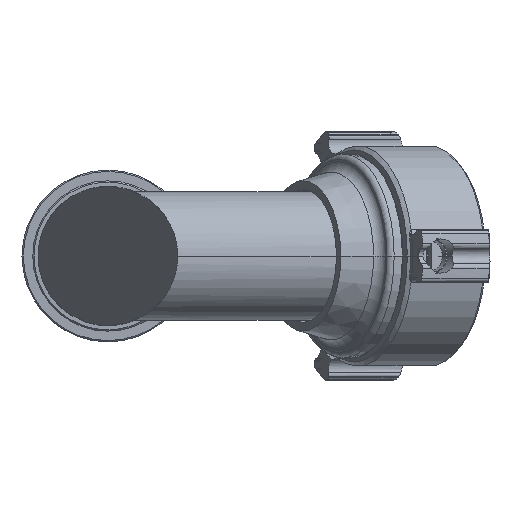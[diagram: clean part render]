
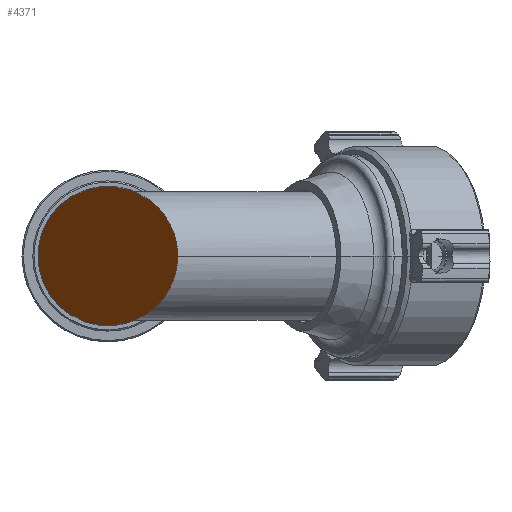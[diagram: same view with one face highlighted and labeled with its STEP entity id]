
A CAD part, left-side view. The second image highlights one B-rep face of the part: STEP entity #4371.
In plain terms, the highlighted planar face has unit normal (-0.342, 0.94, 0).
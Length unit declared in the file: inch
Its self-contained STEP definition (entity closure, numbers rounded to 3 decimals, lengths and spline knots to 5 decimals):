
#4219=CARTESIAN_POINT('',(-30.12035,0.8125,0.));
#4220=CARTESIAN_POINT('',(-30.12035,0.8125,
0.04788));
#4221=CARTESIAN_POINT('',(-30.1379,0.80611,
0.12239));
#4222=CARTESIAN_POINT('',(-30.20289,0.78246,
0.2236));
#4223=CARTESIAN_POINT('',(-30.27338,0.7568,
0.29931));
#4224=CARTESIAN_POINT('',(-30.36608,0.72306,
0.37362));
#4225=CARTESIAN_POINT('',(-30.48073,0.68133,
0.44526));
#4226=CARTESIAN_POINT('',(-30.61638,0.63196,
0.51297));
#4227=CARTESIAN_POINT('',(-30.77135,0.57555,
0.57555));
#4228=CARTESIAN_POINT('',(-30.9433,0.51297,
0.63196));
#4229=CARTESIAN_POINT('',(-31.12932,0.44526,
0.68133));
#4230=CARTESIAN_POINT('',(-31.32616,0.37362,
0.72306));
#4231=CARTESIAN_POINT('',(-31.53033,0.29931,
0.7568));
#4232=CARTESIAN_POINT('',(-31.73834,0.2236,
0.78246));
#4233=CARTESIAN_POINT('',(-31.91213,0.16034,
0.79724));
#4234=CARTESIAN_POINT('',(-32.04992,0.11019,
0.80529));
#4235=CARTESIAN_POINT('',(-32.15231,0.07293,
0.80951));
#4236=CARTESIAN_POINT('',(-32.23655,0.04227,
0.81156));
#4237=CARTESIAN_POINT('',(-32.30322,0.018,
0.81237));
#4238=CARTESIAN_POINT('',(-32.35267,0.,
0.81257));
#4239=CARTESIAN_POINT('',(-32.40213,-0.018,
0.81237));
#4240=CARTESIAN_POINT('',(-32.4688,-0.04227,
0.81156));
#4241=CARTESIAN_POINT('',(-32.55304,-0.07293,
0.80951));
#4242=CARTESIAN_POINT('',(-32.65543,-0.11019,
0.80529));
#4243=CARTESIAN_POINT('',(-32.79322,-0.16034,
0.79724));
#4244=CARTESIAN_POINT('',(-32.967,-0.2236,
0.78246));
#4245=CARTESIAN_POINT('',(-33.17502,-0.29931,
0.7568));
#4246=CARTESIAN_POINT('',(-33.37919,-0.37362,
0.72306));
#4247=CARTESIAN_POINT('',(-33.57603,-0.44526,
0.68133));
#4248=CARTESIAN_POINT('',(-33.76205,-0.51297,
0.63196));
#4249=CARTESIAN_POINT('',(-33.934,-0.57555,
0.57555));
#4250=CARTESIAN_POINT('',(-34.08897,-0.63196,
0.51297));
#4251=CARTESIAN_POINT('',(-34.22462,-0.68133,
0.44526));
#4252=CARTESIAN_POINT('',(-34.33927,-0.72306,
0.37362));
#4253=CARTESIAN_POINT('',(-34.43196,-0.7568,
0.29931));
#4254=CARTESIAN_POINT('',(-34.50245,-0.78246,
0.2236));
#4255=CARTESIAN_POINT('',(-34.56745,-0.80611,
0.12239));
#4256=CARTESIAN_POINT('',(-34.585,-0.8125,0.04788));
#4257=CARTESIAN_POINT('',(-34.585,-0.8125,0.));
#4264=CARTESIAN_POINT('',(-34.585,-0.8125,0.));
#4265=CARTESIAN_POINT('',(-34.585,-0.8125,-0.04788));
#4266=CARTESIAN_POINT('',(-34.56745,-0.80611,
-0.12239));
#4267=CARTESIAN_POINT('',(-34.50245,-0.78246,
-0.2236));
#4268=CARTESIAN_POINT('',(-34.43196,-0.7568,
-0.29931));
#4269=CARTESIAN_POINT('',(-34.33927,-0.72306,
-0.37362));
#4270=CARTESIAN_POINT('',(-34.22462,-0.68133,
-0.44526));
#4271=CARTESIAN_POINT('',(-34.08897,-0.63196,
-0.51297));
#4272=CARTESIAN_POINT('',(-33.934,-0.57555,
-0.57555));
#4273=CARTESIAN_POINT('',(-33.76205,-0.51297,
-0.63196));
#4274=CARTESIAN_POINT('',(-33.57603,-0.44526,
-0.68133));
#4275=CARTESIAN_POINT('',(-33.37919,-0.37362,
-0.72306));
#4276=CARTESIAN_POINT('',(-33.17502,-0.29931,
-0.7568));
#4277=CARTESIAN_POINT('',(-32.967,-0.2236,
-0.78246));
#4278=CARTESIAN_POINT('',(-32.79322,-0.16034,
-0.79724));
#4279=CARTESIAN_POINT('',(-32.65543,-0.11019,
-0.80529));
#4280=CARTESIAN_POINT('',(-32.55304,-0.07293,
-0.80951));
#4281=CARTESIAN_POINT('',(-32.4688,-0.04227,
-0.81156));
#4282=CARTESIAN_POINT('',(-32.40213,-0.018,
-0.81237));
#4283=CARTESIAN_POINT('',(-32.35267,0.,
-0.81257));
#4284=CARTESIAN_POINT('',(-32.30322,0.018,
-0.81237));
#4285=CARTESIAN_POINT('',(-32.23655,0.04227,
-0.81156));
#4286=CARTESIAN_POINT('',(-32.15231,0.07293,
-0.80951));
#4287=CARTESIAN_POINT('',(-32.04992,0.11019,
-0.80529));
#4288=CARTESIAN_POINT('',(-31.91213,0.16034,
-0.79724));
#4289=CARTESIAN_POINT('',(-31.73834,0.2236,
-0.78246));
#4290=CARTESIAN_POINT('',(-31.53033,0.29931,
-0.7568));
#4291=CARTESIAN_POINT('',(-31.32616,0.37362,
-0.72306));
#4292=CARTESIAN_POINT('',(-31.12932,0.44526,
-0.68133));
#4293=CARTESIAN_POINT('',(-30.9433,0.51297,
-0.63196));
#4294=CARTESIAN_POINT('',(-30.77135,0.57555,
-0.57555));
#4295=CARTESIAN_POINT('',(-30.61638,0.63196,
-0.51297));
#4296=CARTESIAN_POINT('',(-30.48073,0.68133,
-0.44526));
#4297=CARTESIAN_POINT('',(-30.36608,0.72306,
-0.37362));
#4298=CARTESIAN_POINT('',(-30.27338,0.7568,
-0.29931));
#4299=CARTESIAN_POINT('',(-30.20289,0.78246,
-0.2236));
#4300=CARTESIAN_POINT('',(-30.1379,0.80611,
-0.12239));
#4301=CARTESIAN_POINT('',(-30.12035,0.8125,
-0.04788));
#4302=CARTESIAN_POINT('',(-30.12035,0.8125,0.));
#4343=VERTEX_POINT('',#4219);
#4344=VERTEX_POINT('',#4257);
#4361=CARTESIAN_POINT('',(-34.585,-0.8125,0.97621));
#4362=DIRECTION('',(0.342,-0.94,0.));
#4363=DIRECTION('',(0.94,0.342,0.));
#4364=AXIS2_PLACEMENT_3D('',#4361,#4362,#4363);
#4365=PLANE('',#4364);
#4366=ORIENTED_EDGE('',*,*,#4350,.T.);
#4368=ORIENTED_EDGE('',*,*,#4367,.T.);
#4369=EDGE_LOOP('',(#4366,#4368));
#4370=FACE_OUTER_BOUND('',#4369,.F.);
#4371=ADVANCED_FACE('',(#4370),#4365,.F.);
#4258=B_SPLINE_CURVE_WITH_KNOTS('',3,(#4219,#4220,#4221,#4222,#4223,#4224,#4225,
#4226,#4227,#4228,#4229,#4230,#4231,#4232,#4233,#4234,#4235,#4236,#4237,#4238,
#4239,#4240,#4241,#4242,#4243,#4244,#4245,#4246,#4247,#4248,#4249,#4250,#4251,
#4252,#4253,#4254,#4255,#4256,#4257),.UNSPECIFIED.,.F.,.F.,(4,1,1,1,1,1,1,1,1,1,
1,1,1,1,1,1,1,1,1,1,1,1,1,1,1,1,1,1,1,1,1,1,1,1,1,1,4),(0.,0.0625,0.09375,
0.125,0.15625,0.1875,0.21875,0.25,0.28125,0.3125,0.34375,
0.375,0.40625,0.4375,0.45313,0.46875,0.48438,0.49219,0.5,
0.50781,0.51563,0.53125,0.54688,0.5625,0.59375,0.625,
0.65625,0.6875,0.71875,0.75,0.78125,0.8125,0.84375,0.875,
0.90625,0.9375,1.),.UNSPECIFIED.);
#4303=B_SPLINE_CURVE_WITH_KNOTS('',3,(#4264,#4265,#4266,#4267,#4268,#4269,#4270,
#4271,#4272,#4273,#4274,#4275,#4276,#4277,#4278,#4279,#4280,#4281,#4282,#4283,
#4284,#4285,#4286,#4287,#4288,#4289,#4290,#4291,#4292,#4293,#4294,#4295,#4296,
#4297,#4298,#4299,#4300,#4301,#4302),.UNSPECIFIED.,.F.,.F.,(4,1,1,1,1,1,1,1,1,1,
1,1,1,1,1,1,1,1,1,1,1,1,1,1,1,1,1,1,1,1,1,1,1,1,1,1,4),(0.,0.0625,0.09375,
0.125,0.15625,0.1875,0.21875,0.25,0.28125,0.3125,0.34375,
0.375,0.40625,0.4375,0.45313,0.46875,0.48438,0.49219,0.5,
0.50781,0.51563,0.53125,0.54688,0.5625,0.59375,0.625,
0.65625,0.6875,0.71875,0.75,0.78125,0.8125,0.84375,0.875,
0.90625,0.9375,1.),.UNSPECIFIED.);
#4350=EDGE_CURVE('',#4343,#4344,#4258,.T.);
#4367=EDGE_CURVE('',#4344,#4343,#4303,.T.);
